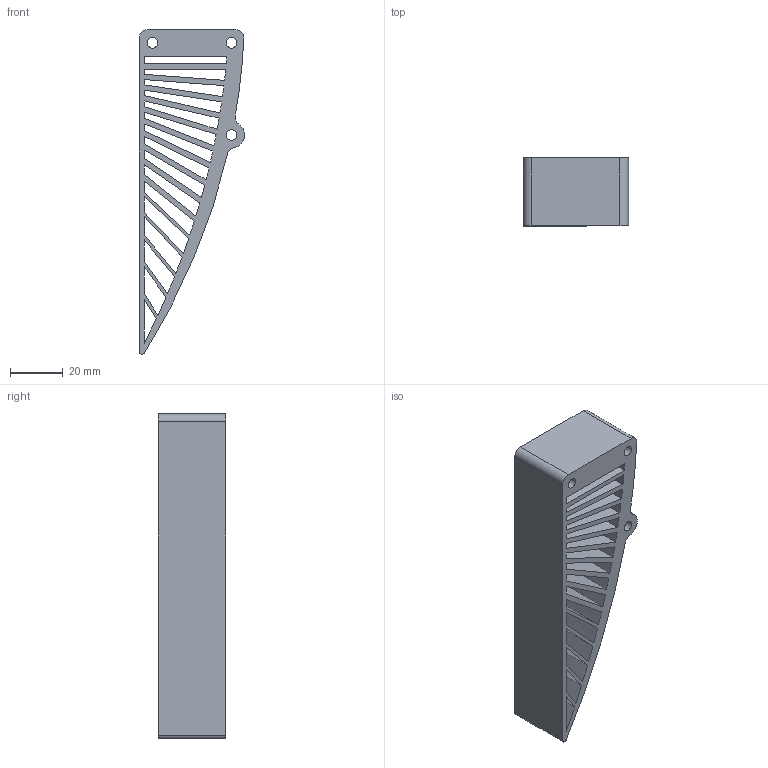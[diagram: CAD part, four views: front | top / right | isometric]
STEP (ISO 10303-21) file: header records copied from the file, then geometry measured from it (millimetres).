
FILE_DESCRIPTION(/* description */ ('STEP AP242','CAx-IF Rec.Pracs.---Representation and Presentation of Product Manufacturing Information (PMI)---4.0---2014-10-13','CAx-IF Rec.Pracs.---3D Tessellated Geometry---0.4---2014-09-14','2;1'),/* implementation_level */ '2;1');
FILE_NAME(/* name */ '6894e4549bd4810d7f2fa4dd',/* time_stamp */ '2025-08-07T17:37:25Z',/* author */ (''),/* organization */ (''),/* preprocessor_version */ 'ST-DEVELOPER v20',/* originating_system */ 'ONSHAPE BY PTC INC, 1.201',/* authorisation */ ' ');
FILE_SCHEMA (('AP242_MANAGED_MODEL_BASED_3D_ENGINEERING_MIM_LF { 1 0 10303 442 1 1 4 }'));
Length unit declared in the file: metre
Products named in the file (1): soft_gripper_finger
Bounding box: 40 x 25.8 x 123.36 mm (x, y, z)
Volume: 47073.8 mm3; surface area: 36458.8 mm2
Topology: 1 solids, 1 shells, 78 faces, 228 edges, 152 vertices
Faces by surface type: plane 51, cylinder 27
Full cylindrical faces by diameter (mm): 4 x3
Entity records: 2669 total; most frequent: CARTESIAN_POINT 456, ORIENTED_EDGE 450, DIRECTION 437, EDGE_CURVE 225, LINE 171, VECTOR 171, VERTEX_POINT 152, AXIS2_PLACEMENT_3D 133
